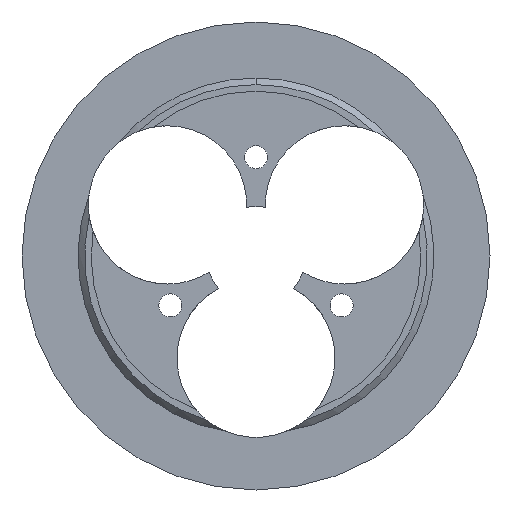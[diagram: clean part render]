
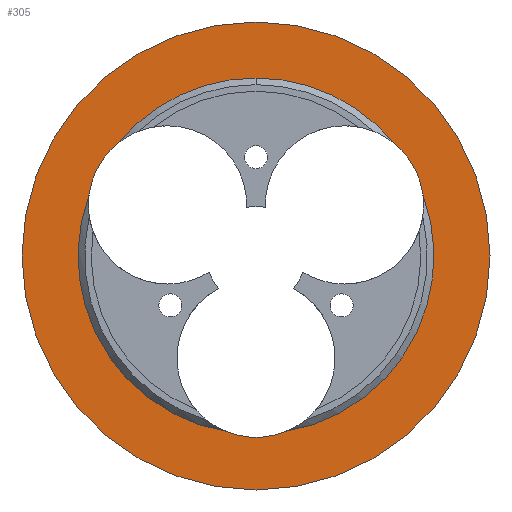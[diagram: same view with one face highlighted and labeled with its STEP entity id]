
A CAD part, front view. The second image highlights one B-rep face of the part: STEP entity #305.
In plain terms, the highlighted planar face has unit normal (0, -1, 0).
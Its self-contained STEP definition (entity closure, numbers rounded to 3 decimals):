
#1 = DIRECTION ( 'NONE',  ( 0., 0., 1. ) ) ;
#50 = EDGE_CURVE ( 'NONE', #1454, #431, #1377, .T. ) ;
#66 = VERTEX_POINT ( 'NONE', #154 ) ;
#81 = DIRECTION ( 'NONE',  ( 0., 0., 1. ) ) ;
#154 = CARTESIAN_POINT ( 'NONE',  ( 0., -1.5, 35.5 ) ) ;
#230 = AXIS2_PLACEMENT_3D ( 'NONE', #379, #576, #1841 ) ;
#273 = CARTESIAN_POINT ( 'NONE',  ( 0., -1.5, 0. ) ) ;
#274 = FACE_BOUND ( 'NONE', #1346, .T. ) ;
#305 = ADVANCED_FACE ( 'NONE', ( #1710, #274 ), #1004, .F. ) ;
#373 = CARTESIAN_POINT ( 'NONE',  ( 0., -1.5, 27. ) ) ;
#379 = CARTESIAN_POINT ( 'NONE',  ( 0., -1.5, 0. ) ) ;
#408 = CARTESIAN_POINT ( 'NONE',  ( -13.423, -1.5, 7.75 ) ) ;
#409 = EDGE_CURVE ( 'NONE', #1242, #1922, #1477, .T. ) ;
#431 = VERTEX_POINT ( 'NONE', #790 ) ;
#503 = CARTESIAN_POINT ( 'NONE',  ( 0., -1.5, 0. ) ) ;
#576 = DIRECTION ( 'NONE',  ( 0., 1., 0. ) ) ;
#581 = CARTESIAN_POINT ( 'NONE',  ( 20.8, -1.5, 17.215 ) ) ;
#632 = AXIS2_PLACEMENT_3D ( 'NONE', #718, #2165, #1990 ) ;
#634 = CARTESIAN_POINT ( 'NONE',  ( -20.8, -1.5, 17.215 ) ) ;
#718 = CARTESIAN_POINT ( 'NONE',  ( 0., -1.5, 0. ) ) ;
#723 = DIRECTION ( 'NONE',  ( 0., 0., 1. ) ) ;
#733 = CIRCLE ( 'NONE', #1307, 12. ) ;
#790 = CARTESIAN_POINT ( 'NONE',  ( -25.309, -1.5, 9.406 ) ) ;
#796 = DIRECTION ( 'NONE',  ( 0., 1., 0. ) ) ;
#808 = DIRECTION ( 'NONE',  ( 0., 0., 1. ) ) ;
#819 = AXIS2_PLACEMENT_3D ( 'NONE', #408, #796, #1526 ) ;
#820 = CIRCLE ( 'NONE', #632, 27. ) ;
#831 = EDGE_CURVE ( 'NONE', #66, #1487, #1890, .T. ) ;
#890 = CARTESIAN_POINT ( 'NONE',  ( 13.423, -1.5, 7.75 ) ) ;
#904 = CARTESIAN_POINT ( 'NONE',  ( 4.508, -1.5, -26.621 ) ) ;
#925 = AXIS2_PLACEMENT_3D ( 'NONE', #503, #1983, #1 ) ;
#945 = VERTEX_POINT ( 'NONE', #634 ) ;
#1004 = PLANE ( 'NONE',  #1587 ) ;
#1060 = EDGE_CURVE ( 'NONE', #1866, #1242, #733, .T. ) ;
#1082 = EDGE_CURVE ( 'NONE', #1487, #66, #1221, .T. ) ;
#1115 = CIRCLE ( 'NONE', #1718, 27. ) ;
#1131 = CARTESIAN_POINT ( 'NONE',  ( 0., -1.5, -35.5 ) ) ;
#1181 = DIRECTION ( 'NONE',  ( 0., 0., 1. ) ) ;
#1221 = CIRCLE ( 'NONE', #925, 35.5 ) ;
#1242 = VERTEX_POINT ( 'NONE', #1299 ) ;
#1247 = ORIENTED_EDGE ( 'NONE', *, *, #409, .T. ) ;
#1299 = CARTESIAN_POINT ( 'NONE',  ( 25.309, -1.5, 9.406 ) ) ;
#1307 = AXIS2_PLACEMENT_3D ( 'NONE', #890, #1614, #723 ) ;
#1346 = EDGE_LOOP ( 'NONE', ( #2042, #1247, #1483, #2053, #1382, #1644, #2064 ) ) ;
#1352 = CARTESIAN_POINT ( 'NONE',  ( 0., -1.5, 0. ) ) ;
#1377 = CIRCLE ( 'NONE', #1862, 27. ) ;
#1382 = ORIENTED_EDGE ( 'NONE', *, *, #2194, .T. ) ;
#1429 = CARTESIAN_POINT ( 'NONE',  ( 0., -1.5, -15.5 ) ) ;
#1438 = ORIENTED_EDGE ( 'NONE', *, *, #831, .F. ) ;
#1454 = VERTEX_POINT ( 'NONE', #2076 ) ;
#1477 = CIRCLE ( 'NONE', #2008, 27. ) ;
#1483 = ORIENTED_EDGE ( 'NONE', *, *, #1713, .T. ) ;
#1487 = VERTEX_POINT ( 'NONE', #1131 ) ;
#1508 = CIRCLE ( 'NONE', #819, 12. ) ;
#1514 = CARTESIAN_POINT ( 'NONE',  ( 0., -1.5, 0. ) ) ;
#1526 = DIRECTION ( 'NONE',  ( 0., 0., 1. ) ) ;
#1577 = EDGE_LOOP ( 'NONE', ( #1845, #1438 ) ) ;
#1587 = AXIS2_PLACEMENT_3D ( 'NONE', #1352, #2267, #81 ) ;
#1607 = DIRECTION ( 'NONE',  ( 0., 1., 0. ) ) ;
#1614 = DIRECTION ( 'NONE',  ( 0., 1., 0. ) ) ;
#1631 = DIRECTION ( 'NONE',  ( 0., 0., 1. ) ) ;
#1644 = ORIENTED_EDGE ( 'NONE', *, *, #1741, .T. ) ;
#1651 = CIRCLE ( 'NONE', #2289, 12. ) ;
#1675 = DIRECTION ( 'NONE',  ( 0., 1., 0. ) ) ;
#1710 = FACE_OUTER_BOUND ( 'NONE', #1577, .T. ) ;
#1713 = EDGE_CURVE ( 'NONE', #1922, #1454, #1651, .T. ) ;
#1718 = AXIS2_PLACEMENT_3D ( 'NONE', #1514, #2244, #808 ) ;
#1741 = EDGE_CURVE ( 'NONE', #945, #1882, #820, .T. ) ;
#1780 = DIRECTION ( 'NONE',  ( 0., 0., 1. ) ) ;
#1803 = CARTESIAN_POINT ( 'NONE',  ( 0., -1.5, 0. ) ) ;
#1841 = DIRECTION ( 'NONE',  ( 0., 0., 1. ) ) ;
#1845 = ORIENTED_EDGE ( 'NONE', *, *, #1082, .F. ) ;
#1862 = AXIS2_PLACEMENT_3D ( 'NONE', #1803, #1607, #1631 ) ;
#1866 = VERTEX_POINT ( 'NONE', #581 ) ;
#1882 = VERTEX_POINT ( 'NONE', #373 ) ;
#1890 = CIRCLE ( 'NONE', #230, 35.5 ) ;
#1922 = VERTEX_POINT ( 'NONE', #904 ) ;
#1983 = DIRECTION ( 'NONE',  ( 0., 1., 0. ) ) ;
#1990 = DIRECTION ( 'NONE',  ( 0., 0., 1. ) ) ;
#2008 = AXIS2_PLACEMENT_3D ( 'NONE', #273, #1675, #1181 ) ;
#2042 = ORIENTED_EDGE ( 'NONE', *, *, #1060, .T. ) ;
#2053 = ORIENTED_EDGE ( 'NONE', *, *, #50, .T. ) ;
#2064 = ORIENTED_EDGE ( 'NONE', *, *, #2111, .T. ) ;
#2076 = CARTESIAN_POINT ( 'NONE',  ( -4.508, -1.5, -26.621 ) ) ;
#2111 = EDGE_CURVE ( 'NONE', #1882, #1866, #1115, .T. ) ;
#2165 = DIRECTION ( 'NONE',  ( 0., 1., 0. ) ) ;
#2194 = EDGE_CURVE ( 'NONE', #431, #945, #1508, .T. ) ;
#2244 = DIRECTION ( 'NONE',  ( 0., 1., 0. ) ) ;
#2267 = DIRECTION ( 'NONE',  ( 0., 1., 0. ) ) ;
#2289 = AXIS2_PLACEMENT_3D ( 'NONE', #1429, #2338, #1780 ) ;
#2338 = DIRECTION ( 'NONE',  ( 0., 1., 0. ) ) ;
